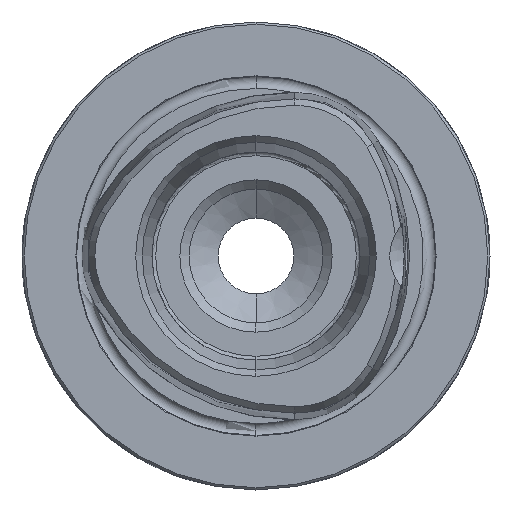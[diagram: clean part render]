
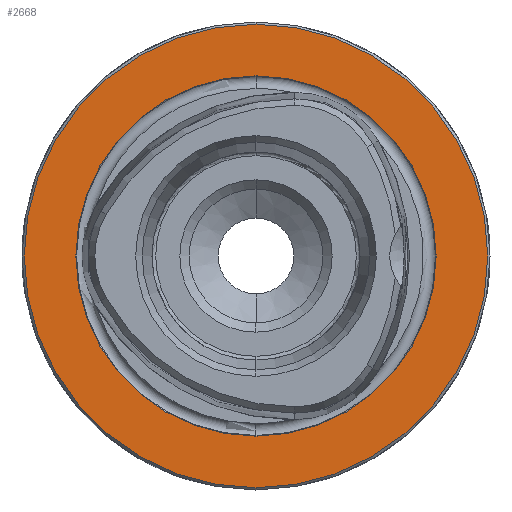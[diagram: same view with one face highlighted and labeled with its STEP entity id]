
A CAD part, left-side view. The second image highlights one B-rep face of the part: STEP entity #2668.
In plain terms, the highlighted planar face has unit normal (-1, 0, 0).
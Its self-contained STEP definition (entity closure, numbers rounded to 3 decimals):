
#48 = EDGE_CURVE ( 'NONE', #1259, #4160, #3346, .T. ) ;
#193 = VERTEX_POINT ( 'NONE', #2995 ) ;
#445 = EDGE_CURVE ( 'NONE', #4160, #1259, #478, .T. ) ;
#478 = CIRCLE ( 'NONE', #2770, 31.2 ) ;
#713 = AXIS2_PLACEMENT_3D ( 'NONE', #1746, #2466, #1719 ) ;
#844 = CIRCLE ( 'NONE', #3368, 24.25 ) ;
#863 = DIRECTION ( 'NONE',  ( 0., 0., -1. ) ) ;
#962 = AXIS2_PLACEMENT_3D ( 'NONE', #1599, #4266, #863 ) ;
#1025 = CARTESIAN_POINT ( 'NONE',  ( 0., 0., -31.2 ) ) ;
#1204 = AXIS2_PLACEMENT_3D ( 'NONE', #4759, #2863, #4478 ) ;
#1259 = VERTEX_POINT ( 'NONE', #4309 ) ;
#1599 = CARTESIAN_POINT ( 'NONE',  ( 0., 24.25, 0. ) ) ;
#1626 = EDGE_CURVE ( 'NONE', #193, #4921, #2379, .T. ) ;
#1719 = DIRECTION ( 'NONE',  ( 0., 0., 1. ) ) ;
#1746 = CARTESIAN_POINT ( 'NONE',  ( 0., 0., 0. ) ) ;
#1768 = ORIENTED_EDGE ( 'NONE', *, *, #445, .T. ) ;
#1967 = FACE_BOUND ( 'NONE', #2490, .T. ) ;
#2032 = ORIENTED_EDGE ( 'NONE', *, *, #1626, .F. ) ;
#2377 = ORIENTED_EDGE ( 'NONE', *, *, #48, .T. ) ;
#2379 = CIRCLE ( 'NONE', #713, 24.25 ) ;
#2441 = ORIENTED_EDGE ( 'NONE', *, *, #4113, .F. ) ;
#2444 = DIRECTION ( 'NONE',  ( 0., 0., 1. ) ) ;
#2466 = DIRECTION ( 'NONE',  ( -1., 0., 0. ) ) ;
#2490 = EDGE_LOOP ( 'NONE', ( #2032, #2441 ) ) ;
#2668 = ADVANCED_FACE ( 'NONE', ( #1967, #4185 ), #3491, .F. ) ;
#2747 = CARTESIAN_POINT ( 'NONE',  ( 0., 0., 0. ) ) ;
#2762 = EDGE_LOOP ( 'NONE', ( #1768, #2377 ) ) ;
#2770 = AXIS2_PLACEMENT_3D ( 'NONE', #2747, #4271, #2444 ) ;
#2863 = DIRECTION ( 'NONE',  ( -1., 0., 0. ) ) ;
#2995 = CARTESIAN_POINT ( 'NONE',  ( 0., 0., 24.25 ) ) ;
#3346 = CIRCLE ( 'NONE', #1204, 31.2 ) ;
#3368 = AXIS2_PLACEMENT_3D ( 'NONE', #4474, #4830, #4104 ) ;
#3491 = PLANE ( 'NONE',  #962 ) ;
#4104 = DIRECTION ( 'NONE',  ( 0., 0., 1. ) ) ;
#4113 = EDGE_CURVE ( 'NONE', #4921, #193, #844, .T. ) ;
#4160 = VERTEX_POINT ( 'NONE', #1025 ) ;
#4170 = CARTESIAN_POINT ( 'NONE',  ( 0., 0., -24.25 ) ) ;
#4185 = FACE_OUTER_BOUND ( 'NONE', #2762, .T. ) ;
#4266 = DIRECTION ( 'NONE',  ( 1., 0., 0. ) ) ;
#4271 = DIRECTION ( 'NONE',  ( -1., 0., 0. ) ) ;
#4309 = CARTESIAN_POINT ( 'NONE',  ( 0., 0., 31.2 ) ) ;
#4474 = CARTESIAN_POINT ( 'NONE',  ( 0., 0., 0. ) ) ;
#4478 = DIRECTION ( 'NONE',  ( 0., 0., 1. ) ) ;
#4759 = CARTESIAN_POINT ( 'NONE',  ( 0., 0., 0. ) ) ;
#4830 = DIRECTION ( 'NONE',  ( -1., 0., 0. ) ) ;
#4921 = VERTEX_POINT ( 'NONE', #4170 ) ;
